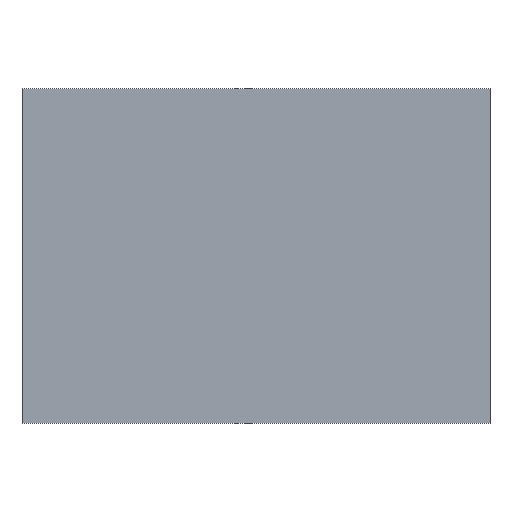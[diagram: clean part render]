
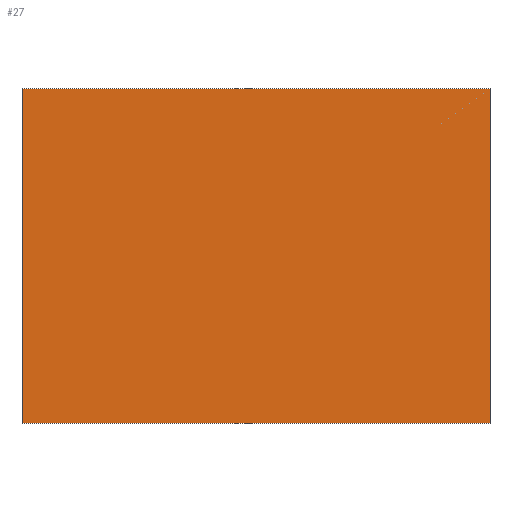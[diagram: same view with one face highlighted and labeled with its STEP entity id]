
A CAD part, front view. The second image highlights one B-rep face of the part: STEP entity #27.
In plain terms, the highlighted planar face has unit normal (0, -1, 0).
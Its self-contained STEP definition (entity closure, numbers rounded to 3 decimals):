
#4 = VECTOR ( 'NONE', #81, 1000. ) ;
#8 = CARTESIAN_POINT ( 'NONE',  ( 8.75, 0., -6.25 ) ) ;
#10 = DIRECTION ( 'NONE',  ( -1., 0., 0. ) ) ;
#18 = ORIENTED_EDGE ( 'NONE', *, *, #42, .F. ) ;
#19 = VECTOR ( 'NONE', #115, 1000. ) ;
#22 = AXIS2_PLACEMENT_3D ( 'NONE', #103, #190, #82 ) ;
#27 = ADVANCED_FACE ( 'NONE', ( #91 ), #149, .F. ) ;
#40 = VECTOR ( 'NONE', #10, 1000. ) ;
#42 = EDGE_CURVE ( 'NONE', #132, #167, #54, .T. ) ;
#45 = DIRECTION ( 'NONE',  ( 1., 0., 0. ) ) ;
#46 = CARTESIAN_POINT ( 'NONE',  ( 8.75, 0., 6.25 ) ) ;
#53 = LINE ( 'NONE', #157, #134 ) ;
#54 = LINE ( 'NONE', #102, #4 ) ;
#66 = EDGE_CURVE ( 'NONE', #168, #136, #138, .T. ) ;
#76 = CARTESIAN_POINT ( 'NONE',  ( -8.75, 0., -6.25 ) ) ;
#77 = CARTESIAN_POINT ( 'NONE',  ( -8.75, 0., -6.25 ) ) ;
#81 = DIRECTION ( 'NONE',  ( 0., 0., -1. ) ) ;
#82 = DIRECTION ( 'NONE',  ( 0., 0., 1. ) ) ;
#86 = ORIENTED_EDGE ( 'NONE', *, *, #142, .F. ) ;
#91 = FACE_OUTER_BOUND ( 'NONE', #105, .T. ) ;
#102 = CARTESIAN_POINT ( 'NONE',  ( 8.75, 0., -6.25 ) ) ;
#103 = CARTESIAN_POINT ( 'NONE',  ( 0., 0., 0. ) ) ;
#105 = EDGE_LOOP ( 'NONE', ( #18, #86, #107, #144 ) ) ;
#107 = ORIENTED_EDGE ( 'NONE', *, *, #66, .F. ) ;
#115 = DIRECTION ( 'NONE',  ( 0., 0., 1. ) ) ;
#129 = CARTESIAN_POINT ( 'NONE',  ( -8.75, 0., -6.25 ) ) ;
#132 = VERTEX_POINT ( 'NONE', #46 ) ;
#134 = VECTOR ( 'NONE', #45, 1000. ) ;
#136 = VERTEX_POINT ( 'NONE', #146 ) ;
#138 = LINE ( 'NONE', #129, #19 ) ;
#142 = EDGE_CURVE ( 'NONE', #136, #132, #53, .T. ) ;
#144 = ORIENTED_EDGE ( 'NONE', *, *, #148, .F. ) ;
#146 = CARTESIAN_POINT ( 'NONE',  ( -8.75, 0., 6.25 ) ) ;
#148 = EDGE_CURVE ( 'NONE', #167, #168, #174, .T. ) ;
#149 = PLANE ( 'NONE',  #22 ) ;
#157 = CARTESIAN_POINT ( 'NONE',  ( -8.75, 0., 6.25 ) ) ;
#167 = VERTEX_POINT ( 'NONE', #8 ) ;
#168 = VERTEX_POINT ( 'NONE', #76 ) ;
#174 = LINE ( 'NONE', #77, #40 ) ;
#190 = DIRECTION ( 'NONE',  ( 0., 1., 0. ) ) ;
